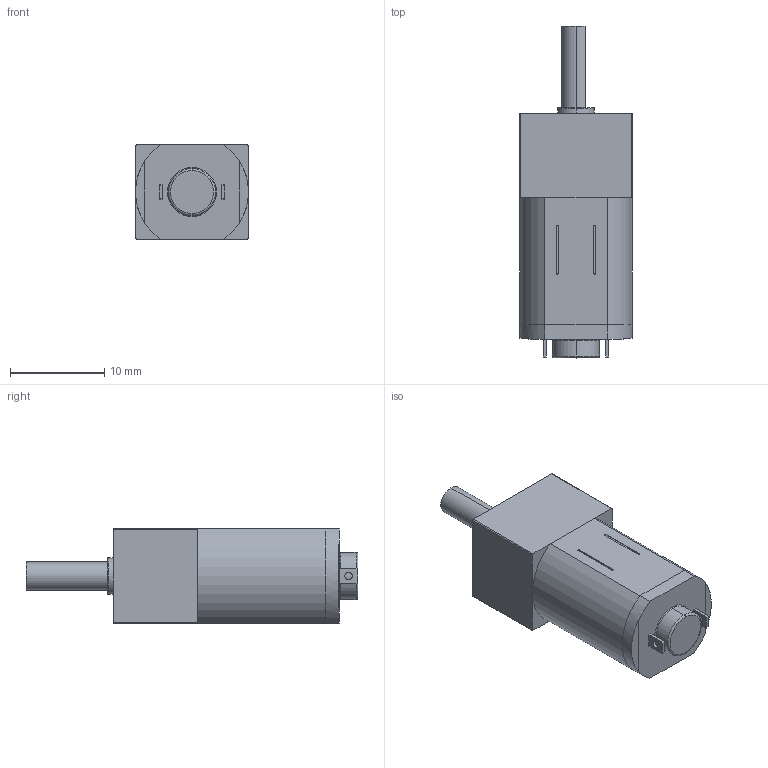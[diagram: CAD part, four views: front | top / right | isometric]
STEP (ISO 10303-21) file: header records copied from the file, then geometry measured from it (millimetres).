
FILE_DESCRIPTION (( 'STEP AP203' ), '1' );
FILE_NAME ('Pololu-Micro-Metal-Gearmotor.STEP', '2014-07-05T19:05:22', ( '昶樍 V' ), ( '' ), 'SwSTEP 2.0', 'SolidWorks 2012', '' );
FILE_SCHEMA (( 'CONFIG_CONTROL_DESIGN' ));
Length unit declared in the file: millimetre
Products named in the file (1): Pololu-Micro-Metal-Gearmotor
Bounding box: 12 x 35.27 x 10 mm (x, y, z)
Volume: 2740.4 mm3; surface area: 1531.8 mm2
Topology: 2 solids, 2 shells, 99 faces, 230 edges, 148 vertices
Faces by surface type: plane 54, cylinder 36, torus 9
Entity records: 2950 total; most frequent: CARTESIAN_POINT 532, DIRECTION 515, ORIENTED_EDGE 460, EDGE_CURVE 230, AXIS2_PLACEMENT_3D 193, VERTEX_POINT 148, VECTOR 129, LINE 129
